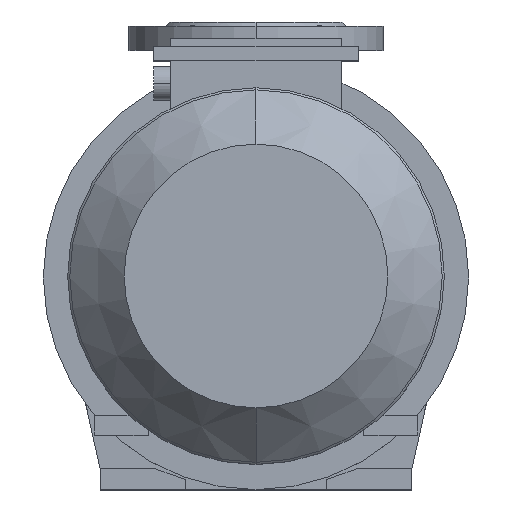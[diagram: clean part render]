
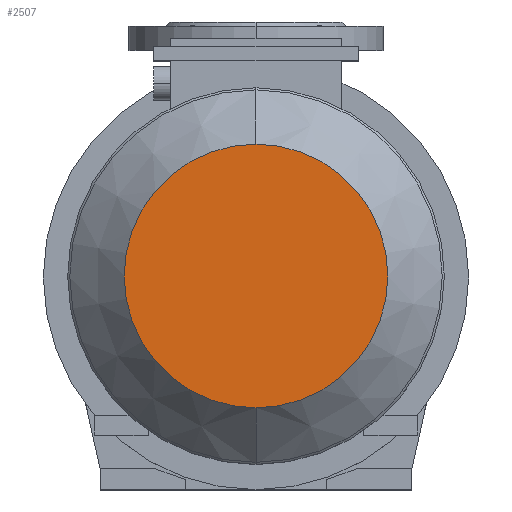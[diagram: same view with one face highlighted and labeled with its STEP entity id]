
A CAD part, top view. The second image highlights one B-rep face of the part: STEP entity #2507.
In plain terms, the highlighted planar face has unit normal (0, 0, 1).
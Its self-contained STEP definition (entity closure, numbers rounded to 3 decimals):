
#143 = CARTESIAN_POINT ( 'NONE',  ( 0., 92.977, 555. ) ) ;
#1250 = CARTESIAN_POINT ( 'NONE',  ( 0., -92.978, 555. ) ) ;
#2507 = ADVANCED_FACE ( 'NONE', ( #12848 ), #10491, .F. ) ;
#3144 = AXIS2_PLACEMENT_3D ( 'NONE', #10482, #10481, #10480 ) ;
#3661 = DIRECTION ( 'NONE',  ( 0., -1., 0. ) ) ;
#3663 = DIRECTION ( 'NONE',  ( 0., 0., -1. ) ) ;
#3664 = CARTESIAN_POINT ( 'NONE',  ( 0., 0., 555. ) ) ;
#5068 = EDGE_CURVE ( 'NONE', #12779, #13342, #11287, .T. ) ;
#6905 = AXIS2_PLACEMENT_3D ( 'NONE', #3664, #3663, #3661 ) ;
#8267 = ORIENTED_EDGE ( 'NONE', *, *, #5068, .F. ) ;
#8268 = ORIENTED_EDGE ( 'NONE', *, *, #11002, .F. ) ;
#9361 = DIRECTION ( 'NONE',  ( 0., -1., 0. ) ) ;
#9362 = DIRECTION ( 'NONE',  ( 0., 0., -1. ) ) ;
#9363 = CARTESIAN_POINT ( 'NONE',  ( 0., 0., 555. ) ) ;
#9481 = CIRCLE ( 'NONE', #12479, 92.978 ) ;
#10480 = DIRECTION ( 'NONE',  ( 0., -1., 0. ) ) ;
#10481 = DIRECTION ( 'NONE',  ( 0., 0., -1. ) ) ;
#10482 = CARTESIAN_POINT ( 'NONE',  ( 0., 0., 555. ) ) ;
#10491 = PLANE ( 'NONE',  #3144 ) ;
#11002 = EDGE_CURVE ( 'NONE', #13342, #12779, #9481, .T. ) ;
#11287 = CIRCLE ( 'NONE', #6905, 92.978 ) ;
#11519 = EDGE_LOOP ( 'NONE', ( #8267, #8268 ) ) ;
#12479 = AXIS2_PLACEMENT_3D ( 'NONE', #9363, #9362, #9361 ) ;
#12779 = VERTEX_POINT ( 'NONE', #1250 ) ;
#12848 = FACE_OUTER_BOUND ( 'NONE', #11519, .T. ) ;
#13342 = VERTEX_POINT ( 'NONE', #143 ) ;
